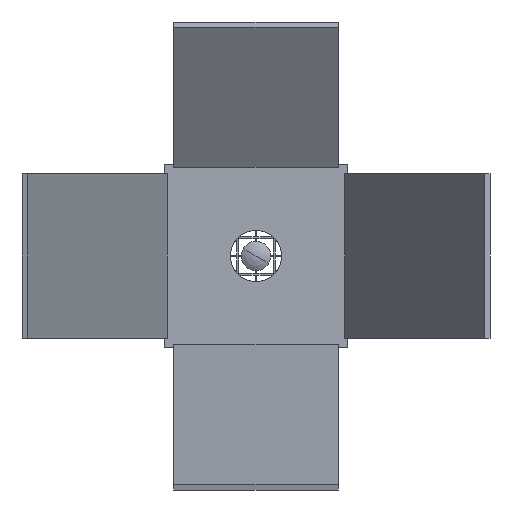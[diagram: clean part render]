
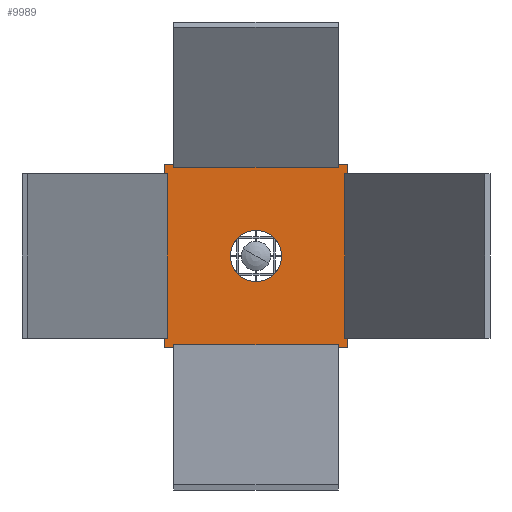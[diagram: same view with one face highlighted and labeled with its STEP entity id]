
A CAD part, left-side view. The second image highlights one B-rep face of the part: STEP entity #9989.
In plain terms, the highlighted planar face has unit normal (-1, 0, 0).
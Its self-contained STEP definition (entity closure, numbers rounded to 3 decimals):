
#218=CARTESIAN_POINT('Axis2P3D Location',(-330.,0.,0.)) ;
#222=CARTESIAN_POINT('Vertex',(-330.,-14.,0.)) ;
#224=CARTESIAN_POINT('Vertex',(-330.,14.,0.)) ;
#277=CARTESIAN_POINT('Axis2P3D Location',(-330.,0.,0.)) ;
#8588=CARTESIAN_POINT('Line Origine',(-330.,50.,0.)) ;
#8592=CARTESIAN_POINT('Vertex',(-330.,50.,-50.)) ;
#8594=CARTESIAN_POINT('Vertex',(-330.,50.,50.)) ;
#8620=CARTESIAN_POINT('Line Origine',(-330.,0.,50.)) ;
#8624=CARTESIAN_POINT('Vertex',(-330.,-50.,50.)) ;
#8645=CARTESIAN_POINT('Line Origine',(-330.,-50.,0.)) ;
#8649=CARTESIAN_POINT('Vertex',(-330.,-50.,-50.)) ;
#8670=CARTESIAN_POINT('Line Origine',(-330.,0.,-50.)) ;
#9974=CARTESIAN_POINT('Axis2P3D Location',(-330.,0.,0.)) ;
#219=DIRECTION('Axis2P3D Direction',(1.,0.,0.)) ;
#278=DIRECTION('Axis2P3D Direction',(1.,0.,0.)) ;
#8589=DIRECTION('Vector Direction',(0.,0.,1.)) ;
#8621=DIRECTION('Vector Direction',(0.,1.,0.)) ;
#8646=DIRECTION('Vector Direction',(0.,0.,-1.)) ;
#8671=DIRECTION('Vector Direction',(0.,-1.,0.)) ;
#9975=DIRECTION('Axis2P3D Direction',(1.,0.,0.)) ;
#9976=DIRECTION('Axis2P3D XDirection',(0.,1.,0.)) ;
#220=AXIS2_PLACEMENT_3D('Circle Axis2P3D',#218,#219,$) ;
#279=AXIS2_PLACEMENT_3D('Circle Axis2P3D',#277,#278,$) ;
#9977=AXIS2_PLACEMENT_3D('Plane Axis2P3D',#9974,#9975,#9976) ;
#9980=ORIENTED_EDGE('',*,*,#8626,.T.) ;
#9981=ORIENTED_EDGE('',*,*,#8596,.F.) ;
#9982=ORIENTED_EDGE('',*,*,#8674,.T.) ;
#9983=ORIENTED_EDGE('',*,*,#8651,.F.) ;
#9986=ORIENTED_EDGE('',*,*,#226,.T.) ;
#9987=ORIENTED_EDGE('',*,*,#281,.T.) ;
#9988=FACE_BOUND('',#9985,.T.) ;
#8590=VECTOR('Line Direction',#8589,1.) ;
#8622=VECTOR('Line Direction',#8621,1.) ;
#8647=VECTOR('Line Direction',#8646,1.) ;
#8672=VECTOR('Line Direction',#8671,1.) ;
#9989=ADVANCED_FACE('ABE',(#9984,#9988),#9978,.F.) ;
#221=CIRCLE('generated circle',#220,14.) ;
#280=CIRCLE('generated circle',#279,14.) ;
#226=EDGE_CURVE('',#223,#225,#221,.T.) ;
#281=EDGE_CURVE('',#225,#223,#280,.T.) ;
#8596=EDGE_CURVE('',#8593,#8595,#8591,.T.) ;
#8626=EDGE_CURVE('',#8625,#8595,#8623,.T.) ;
#8651=EDGE_CURVE('',#8625,#8650,#8648,.T.) ;
#8674=EDGE_CURVE('',#8593,#8650,#8673,.T.) ;
#9979=EDGE_LOOP('',(#9980,#9981,#9982,#9983)) ;
#9985=EDGE_LOOP('',(#9986,#9987)) ;
#9984=FACE_OUTER_BOUND('',#9979,.T.) ;
#8591=LINE('Line',#8588,#8590) ;
#8623=LINE('Line',#8620,#8622) ;
#8648=LINE('Line',#8645,#8647) ;
#8673=LINE('Line',#8670,#8672) ;
#9978=PLANE('',#9977) ;
#223=VERTEX_POINT('',#222) ;
#225=VERTEX_POINT('',#224) ;
#8593=VERTEX_POINT('',#8592) ;
#8595=VERTEX_POINT('',#8594) ;
#8625=VERTEX_POINT('',#8624) ;
#8650=VERTEX_POINT('',#8649) ;
